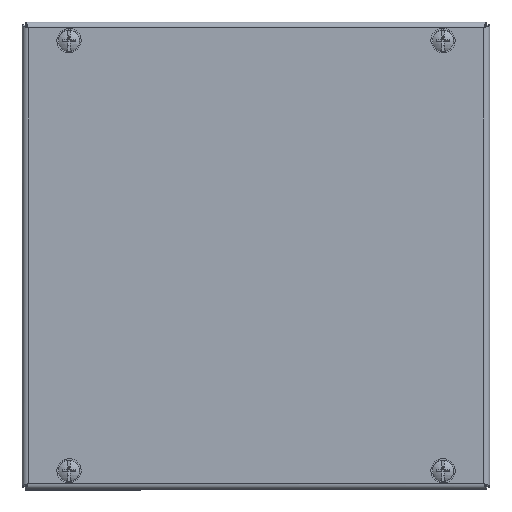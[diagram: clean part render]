
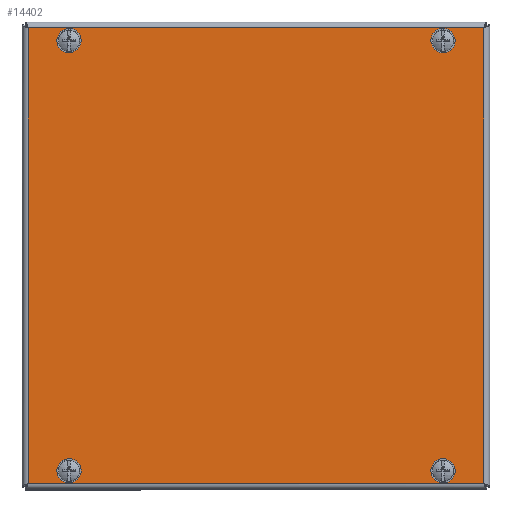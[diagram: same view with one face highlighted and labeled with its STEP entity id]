
A CAD part, top view. The second image highlights one B-rep face of the part: STEP entity #14402.
In plain terms, the highlighted face is planar.
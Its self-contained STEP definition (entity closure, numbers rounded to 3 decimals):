
#386 = DIRECTION ( 'NONE',  ( 0., 0., -1. ) ) ;
#430 = DIRECTION ( 'NONE',  ( -1., 0., 0. ) ) ;
#449 = DIRECTION ( 'NONE',  ( -1., 0., 0. ) ) ;
#1621 = VERTEX_POINT ( 'NONE', #12961 ) ;
#1638 = AXIS2_PLACEMENT_3D ( 'NONE', #1740, #3024, #2625 ) ;
#1740 = CARTESIAN_POINT ( 'NONE',  ( -80., -92., 0. ) ) ;
#1921 = CIRCLE ( 'NONE', #3149, 4. ) ;
#2236 = CARTESIAN_POINT ( 'NONE',  ( -100., 100., 0. ) ) ;
#2348 = CIRCLE ( 'NONE', #3678, 4. ) ;
#2409 = EDGE_LOOP ( 'NONE', ( #9289, #9046, #8521, #8305 ) ) ;
#2465 = VERTEX_POINT ( 'NONE', #14917 ) ;
#2614 = DIRECTION ( 'NONE',  ( 0., 1., 0. ) ) ;
#2625 = DIRECTION ( 'NONE',  ( -1., 0., 0. ) ) ;
#2631 = EDGE_CURVE ( 'NONE', #12719, #13919, #12683, .T. ) ;
#2633 = VERTEX_POINT ( 'NONE', #7931 ) ;
#2844 = VERTEX_POINT ( 'NONE', #11385 ) ;
#3022 = LINE ( 'NONE', #10946, #12881 ) ;
#3024 = DIRECTION ( 'NONE',  ( 0., 0., -1. ) ) ;
#3149 = AXIS2_PLACEMENT_3D ( 'NONE', #8873, #13565, #13585 ) ;
#3205 = CARTESIAN_POINT ( 'NONE',  ( 97.5, 98.743, 0. ) ) ;
#3256 = VERTEX_POINT ( 'NONE', #9182 ) ;
#3302 = CIRCLE ( 'NONE', #1638, 4. ) ;
#3303 = DIRECTION ( 'NONE',  ( 0., -1., 0. ) ) ;
#3357 = EDGE_LOOP ( 'NONE', ( #9953 ) ) ;
#3534 = VECTOR ( 'NONE', #14978, 1000. ) ;
#3558 = DIRECTION ( 'NONE',  ( 0., 0., 1. ) ) ;
#3678 = AXIS2_PLACEMENT_3D ( 'NONE', #14233, #386, #449 ) ;
#3933 = VECTOR ( 'NONE', #3303, 1000. ) ;
#4495 = VERTEX_POINT ( 'NONE', #11438 ) ;
#5907 = EDGE_CURVE ( 'NONE', #1621, #3256, #10746, .T. ) ;
#7122 = AXIS2_PLACEMENT_3D ( 'NONE', #7473, #7442, #9360 ) ;
#7442 = DIRECTION ( 'NONE',  ( 0., 0., -1. ) ) ;
#7473 = CARTESIAN_POINT ( 'NONE',  ( -80., 92., 0. ) ) ;
#7679 = EDGE_LOOP ( 'NONE', ( #9639 ) ) ;
#7931 = CARTESIAN_POINT ( 'NONE',  ( -84., -92., 0. ) ) ;
#8088 = FACE_BOUND ( 'NONE', #3357, .T. ) ;
#8103 = FACE_BOUND ( 'NONE', #15540, .T. ) ;
#8104 = FACE_OUTER_BOUND ( 'NONE', #2409, .T. ) ;
#8305 = ORIENTED_EDGE ( 'NONE', *, *, #2631, .T. ) ;
#8521 = ORIENTED_EDGE ( 'NONE', *, *, #13249, .T. ) ;
#8855 = FACE_BOUND ( 'NONE', #7679, .T. ) ;
#8873 = CARTESIAN_POINT ( 'NONE',  ( 80., -92., 0. ) ) ;
#9031 = FACE_BOUND ( 'NONE', #11538, .T. ) ;
#9046 = ORIENTED_EDGE ( 'NONE', *, *, #5907, .T. ) ;
#9182 = CARTESIAN_POINT ( 'NONE',  ( -97.5, 97.5, 0. ) ) ;
#9234 = EDGE_CURVE ( 'NONE', #2844, #2844, #1921, .T. ) ;
#9289 = ORIENTED_EDGE ( 'NONE', *, *, #11556, .T. ) ;
#9360 = DIRECTION ( 'NONE',  ( 1., 0., 0. ) ) ;
#9459 = ORIENTED_EDGE ( 'NONE', *, *, #9824, .F. ) ;
#9639 = ORIENTED_EDGE ( 'NONE', *, *, #11960, .F. ) ;
#9723 = ORIENTED_EDGE ( 'NONE', *, *, #10172, .F. ) ;
#9824 = EDGE_CURVE ( 'NONE', #2465, #2465, #2348, .T. ) ;
#9953 = ORIENTED_EDGE ( 'NONE', *, *, #9234, .F. ) ;
#9966 = CARTESIAN_POINT ( 'NONE',  ( -97.5, -98.743, 0. ) ) ;
#10172 = EDGE_CURVE ( 'NONE', #2633, #2633, #3302, .T. ) ;
#10746 = LINE ( 'NONE', #9966, #15183 ) ;
#10946 = CARTESIAN_POINT ( 'NONE',  ( 98.743, -97.5, 0. ) ) ;
#11018 = LINE ( 'NONE', #15099, #3534 ) ;
#11230 = CIRCLE ( 'NONE', #7122, 4. ) ;
#11385 = CARTESIAN_POINT ( 'NONE',  ( 84., -92., 0. ) ) ;
#11438 = CARTESIAN_POINT ( 'NONE',  ( -76., 92., 0. ) ) ;
#11538 = EDGE_LOOP ( 'NONE', ( #9459 ) ) ;
#11556 = EDGE_CURVE ( 'NONE', #13919, #1621, #3022, .T. ) ;
#11960 = EDGE_CURVE ( 'NONE', #4495, #4495, #11230, .T. ) ;
#11965 = DIRECTION ( 'NONE',  ( 1., 0., 0. ) ) ;
#12263 = AXIS2_PLACEMENT_3D ( 'NONE', #2236, #3558, #11965 ) ;
#12683 = LINE ( 'NONE', #3205, #3933 ) ;
#12719 = VERTEX_POINT ( 'NONE', #13003 ) ;
#12881 = VECTOR ( 'NONE', #430, 1000. ) ;
#12961 = CARTESIAN_POINT ( 'NONE',  ( -97.5, -97.5, 0. ) ) ;
#13003 = CARTESIAN_POINT ( 'NONE',  ( 97.5, 97.5, 0. ) ) ;
#13095 = PLANE ( 'NONE',  #12263 ) ;
#13180 = CARTESIAN_POINT ( 'NONE',  ( 97.5, -97.5, 0. ) ) ;
#13249 = EDGE_CURVE ( 'NONE', #3256, #12719, #11018, .T. ) ;
#13565 = DIRECTION ( 'NONE',  ( 0., 0., -1. ) ) ;
#13585 = DIRECTION ( 'NONE',  ( 1., 0., 0. ) ) ;
#13919 = VERTEX_POINT ( 'NONE', #13180 ) ;
#14233 = CARTESIAN_POINT ( 'NONE',  ( 80., 92., 0. ) ) ;
#14402 = ADVANCED_FACE ( 'NONE', ( #8088, #8103, #8855, #9031, #8104 ), #13095, .F. ) ;
#14917 = CARTESIAN_POINT ( 'NONE',  ( 76., 92., 0. ) ) ;
#14978 = DIRECTION ( 'NONE',  ( 1., 0., 0. ) ) ;
#15099 = CARTESIAN_POINT ( 'NONE',  ( -98.743, 97.5, 0. ) ) ;
#15183 = VECTOR ( 'NONE', #2614, 1000. ) ;
#15540 = EDGE_LOOP ( 'NONE', ( #9723 ) ) ;
